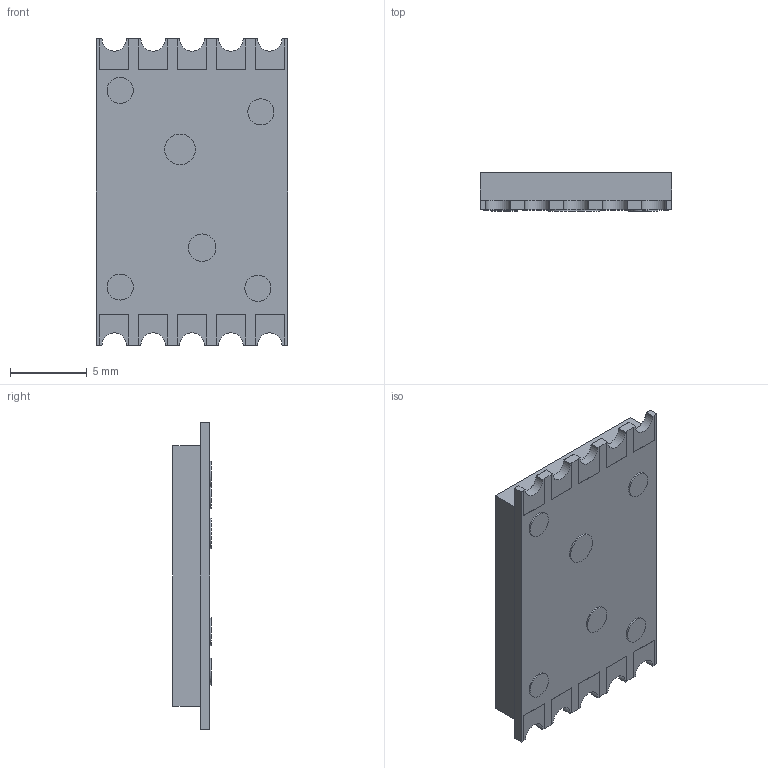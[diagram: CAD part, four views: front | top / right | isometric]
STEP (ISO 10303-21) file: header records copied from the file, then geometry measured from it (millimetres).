
FILE_DESCRIPTION (( 'STEP AP214' ), '1' );
FILE_NAME ('ACSA56-51.STEP', '2013-01-10T00:23:47', ( 'admin' ), ( '' ), 'SwSTEP 2.0', 'SolidWorks 2010', '' );
FILE_SCHEMA (( 'AUTOMOTIVE_DESIGN' ));
Length unit declared in the file: millimetre
Products named in the file (1): ACSA56-51
Bounding box: 12.5 x 2.5 x 20 mm (x, y, z)
Volume: 527.9 mm3; surface area: 1098.5 mm2
Topology: 12 solids, 12 shells, 512 faces, 1341 edges, 894 vertices
Faces by surface type: plane 354, bspline 116, cylinder 42
Entity records: 30000 total; most frequent: CARTESIAN_POINT 12504, ORIENTED_EDGE 2682, DIRECTION 1987, EDGE_CURVE 1341, VECTOR 1025, LINE 1025, VERTEX_POINT 894, EDGE_LOOP 553
